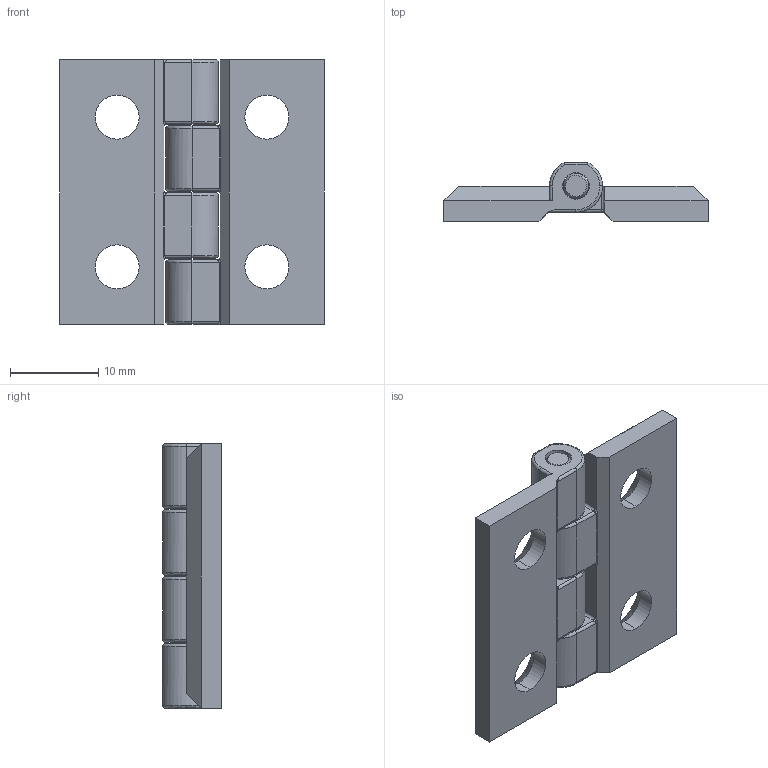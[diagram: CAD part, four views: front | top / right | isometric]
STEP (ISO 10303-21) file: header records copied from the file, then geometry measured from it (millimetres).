
FILE_DESCRIPTION (( 'STEP AP203' ), '1' );
FILE_NAME ('MY3030.35.0.4.STEP', '2022-06-07T11:19:32', ( '' ), ( '' ), 'SwSTEP 2.0', 'SolidWorks 2021', '' );
FILE_SCHEMA (( 'CONFIG_CONTROL_DESIGN' ));
Length unit declared in the file: millimetre
Products named in the file (1): MY3030.35.0.4
Bounding box: 30 x 6.69 x 30 mm (x, y, z)
Surface area: 2720.1 mm2 (no closed solid volume)
Topology: 0 solids, 5 shells, 143 faces, 374 edges, 238 vertices
Faces by surface type: plane 49, cylinder 48, bspline 34, cone 12
Entity records: 5477 total; most frequent: CARTESIAN_POINT 2088, ORIENTED_EDGE 708, DIRECTION 638, EDGE_CURVE 374, VERTEX_POINT 238, AXIS2_PLACEMENT_3D 234, VECTOR 170, LINE 170
